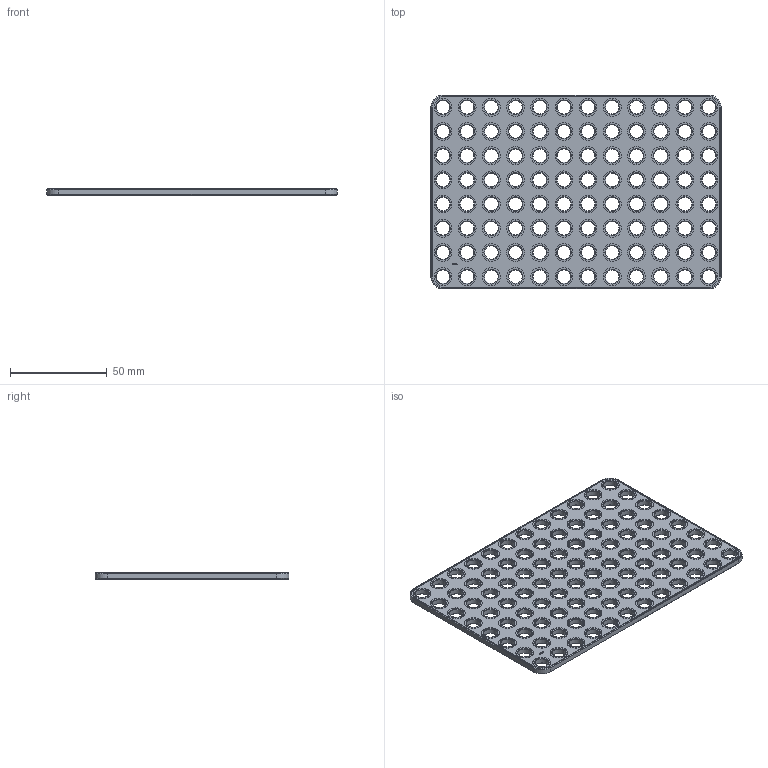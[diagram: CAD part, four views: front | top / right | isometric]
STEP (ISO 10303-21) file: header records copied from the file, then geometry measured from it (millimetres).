
FILE_DESCRIPTION(('FreeCAD Model'),'2;1');
FILE_NAME('Open CASCADE Shape Model','2024-10-08T18:29:39',(''),(''), 'Open CASCADE STEP processor 7.7','FreeCAD','Unknown');
FILE_SCHEMA(('AUTOMOTIVE_DESIGN { 1 0 10303 214 1 1 1 1 }'));
Length unit declared in the file: millimetre
Products named in the file (1): Plate RCT CRNR BU12x08x00.25 - SPN-PLT-0136 (stemfie.org)
Bounding box: 150 x 100 x 3.12 mm (x, y, z)
Volume: 33346.4 mm3; surface area: 30431.3 mm2
Topology: 1 solids, 1 shells, 986 faces, 2360 edges, 1504 vertices
Faces by surface type: plane 424, cylinder 200, cone 200, extrusion 162
Full cylindrical faces by diameter (mm): 7 x96, 9.2 x96
Entity records: 29355 total; most frequent: CARTESIAN_POINT 6168, ORIENTED_EDGE 4720, DIRECTION 4448, EDGE_CURVE 2360, VECTOR 1598, VERTEX_POINT 1504, LINE 1436, AXIS2_PLACEMENT_3D 1425
